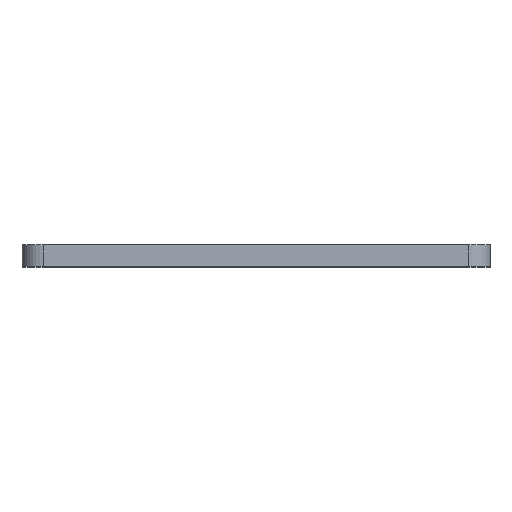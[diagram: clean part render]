
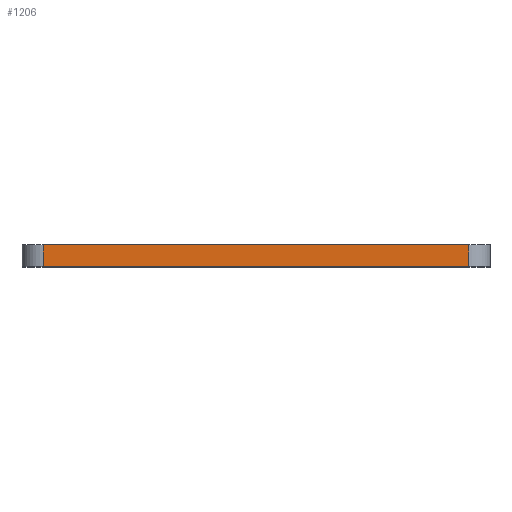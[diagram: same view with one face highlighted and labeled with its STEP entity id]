
A CAD part, top view. The second image highlights one B-rep face of the part: STEP entity #1206.
In plain terms, the highlighted planar face has unit normal (0, 0, 1).
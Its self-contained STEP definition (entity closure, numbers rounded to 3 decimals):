
#99=FACE_OUTER_BOUND('',#202,.T.);
#202=EDGE_LOOP('',(#953,#954,#955,#956));
#256=LINE('',#1794,#351);
#279=LINE('',#1928,#374);
#296=LINE('',#2036,#391);
#298=LINE('',#2039,#393);
#351=VECTOR('',#1419,59.5);
#374=VECTOR('',#1532,59.5);
#391=VECTOR('',#1625,3.);
#393=VECTOR('',#1629,3.);
#529=VERTEX_POINT('',#1791);
#530=VERTEX_POINT('',#1793);
#590=VERTEX_POINT('',#1914);
#596=VERTEX_POINT('',#1926);
#651=EDGE_CURVE('',#529,#530,#256,.T.);
#718=EDGE_CURVE('',#590,#596,#279,.T.);
#772=EDGE_CURVE('',#529,#590,#296,.T.);
#774=EDGE_CURVE('',#530,#596,#298,.T.);
#953=ORIENTED_EDGE('',*,*,#718,.T.);
#954=ORIENTED_EDGE('',*,*,#774,.F.);
#955=ORIENTED_EDGE('',*,*,#651,.F.);
#956=ORIENTED_EDGE('',*,*,#772,.T.);
#1183=PLANE('',#1359);
#1206=ADVANCED_FACE('',(#99),#1183,.F.);
#1359=AXIS2_PLACEMENT_3D('',#2038,#1627,#1628);
#1419=DIRECTION('',(1.,0.,0.));
#1532=DIRECTION('',(1.,0.,0.));
#1625=DIRECTION('',(0.,-1.,0.));
#1627=DIRECTION('center_axis',(0.,0.,-1.));
#1628=DIRECTION('ref_axis',(-1.,0.,0.));
#1629=DIRECTION('',(0.,-1.,0.));
#1791=CARTESIAN_POINT('',(-29.75,3.,32.75));
#1793=CARTESIAN_POINT('',(29.75,3.,32.75));
#1794=CARTESIAN_POINT('',(-29.75,3.,32.75));
#1914=CARTESIAN_POINT('',(-29.75,0.,32.75));
#1926=CARTESIAN_POINT('',(29.75,0.,32.75));
#1928=CARTESIAN_POINT('',(-29.75,0.,32.75));
#2036=CARTESIAN_POINT('',(-29.75,3.,32.75));
#2038=CARTESIAN_POINT('Origin',(29.75,3.,32.75));
#2039=CARTESIAN_POINT('',(29.75,3.,32.75));
